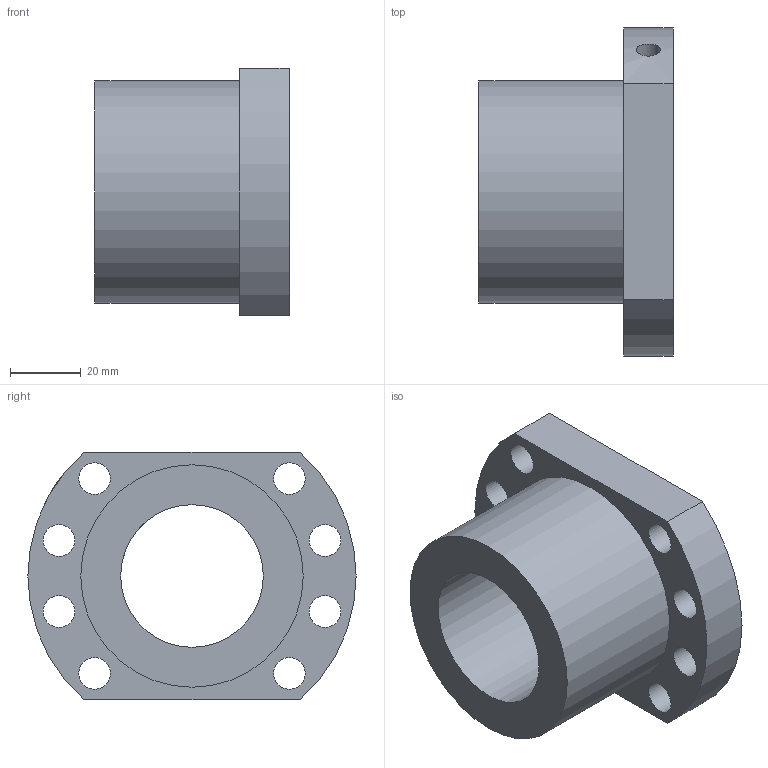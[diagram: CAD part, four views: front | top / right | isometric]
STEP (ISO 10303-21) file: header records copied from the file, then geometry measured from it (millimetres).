
FILE_DESCRIPTION(/* description */ ('STEP AP242','CAx-IF Rec.Pracs.---Representation and Presentation of Product Manufacturing Information (PMI)---4.0---2014-10-13','CAx-IF Rec.Pracs.---3D Tessellated Geometry---0.4---2014-09-14','2;1'),/* implementation_level */ '2;1');
FILE_NAME(/* name */ '66e2d8600f12ad7aee22f1aa',/* time_stamp */ '2024-09-12T12:02:40Z',/* author */ (''),/* organization */ (''),/* preprocessor_version */ 'ST-DEVELOPER v20',/* originating_system */ ' ',/* authorisation */ ' ');
FILE_SCHEMA (('AP242_MANAGED_MODEL_BASED_3D_ENGINEERING_MIM_LF { 1 0 10303 442 1 1 4 }'));
Length unit declared in the file: metre
Products named in the file (1): 40 x 5 Ball Nut
Bounding box: 55 x 93 x 70 mm (x, y, z)
Volume: 130863.2 mm3; surface area: 30760.3 mm2
Topology: 1 solids, 1 shells, 18 faces, 45 edges, 30 vertices
Faces by surface type: cylinder 13, plane 5
Full cylindrical faces by diameter (mm): 6.8 x1, 9 x8, 40.386 x1, 63 x1
Entity records: 576 total; most frequent: CARTESIAN_POINT 103, DIRECTION 94, ORIENTED_EDGE 68, EDGE_LOOP 50, FACE_BOUND 50, AXIS2_PLACEMENT_3D 43, EDGE_CURVE 34, VERTEX_POINT 30
